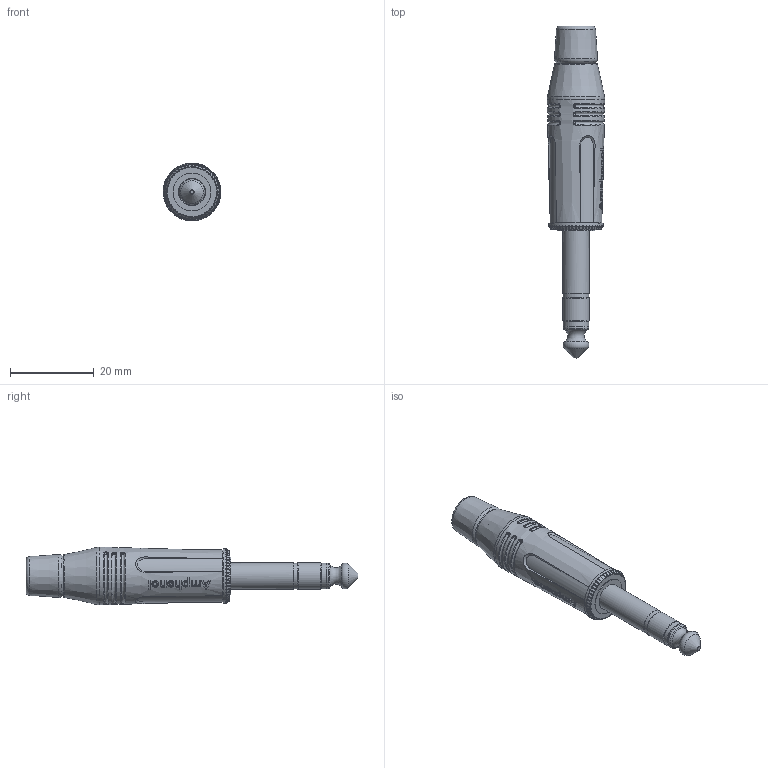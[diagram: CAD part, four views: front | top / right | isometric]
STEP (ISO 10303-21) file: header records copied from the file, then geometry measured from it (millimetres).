
FILE_DESCRIPTION((''),'2;1');
FILE_NAME('ACPS-GB.stp','2013-03-28T14:37:26',('minh'),(''),'Autodesk Inventor 2012','Autodesk Inventor 2012','');
FILE_SCHEMA(('AUTOMOTIVE_DESIGN { 1 0 10303 214 1 1 1 1 }'));
Length unit declared in the file: inch
Products named in the file (1): ACPS-GB
Bounding box: 13.8 x 79.2 x 13.8 mm (x, y, z)
Volume: 3250.8 mm3; surface area: 5287.6 mm2
Topology: 2 solids, 5 shells, 677 faces, 1933 edges, 1261 vertices
Faces by surface type: plane 372, bspline 100, cone 97, cylinder 62, torus 34, sphere 12
Full cylindrical faces by diameter (mm): 2.15 x2, 2.3 x1, 4 x2, 4.1 x1, 5.3 x1, 5.4 x1, 6.15 x1, 6.2 x2, 6.32 x3, 7.4 x1, 7.9 x1, 8.4 x1, 8.6 x1, 9 x1, 9.5 x1, 10.3 x1, 10.8 x2, 13 x1
Entity records: 24456 total; most frequent: CARTESIAN_POINT 7262, ORIENTED_EDGE 3606, DIRECTION 3232, EDGE_CURVE 1803, VERTEX_POINT 1209, AXIS2_PLACEMENT_3D 1207, VECTOR 818, LINE 818
